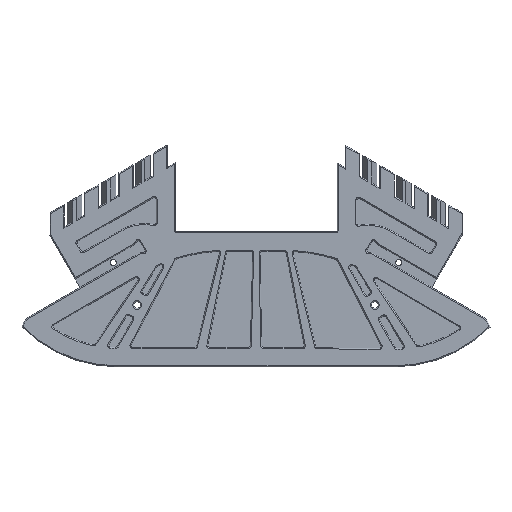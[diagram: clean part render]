
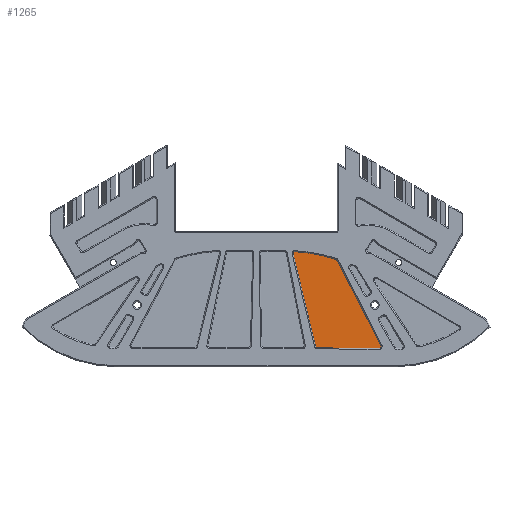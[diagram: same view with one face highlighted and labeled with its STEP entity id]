
A CAD part, top view. The second image highlights one B-rep face of the part: STEP entity #1265.
In plain terms, the highlighted planar face has unit normal (0, 0, 1).
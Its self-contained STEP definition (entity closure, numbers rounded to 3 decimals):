
#12 = CARTESIAN_POINT ( 'NONE',  ( 92.055, 58.684, 0.6 ) ) ;
#245 = DIRECTION ( 'NONE',  ( 0., 0., 1. ) ) ;
#335 = EDGE_CURVE ( 'NONE', #12809, #12452, #15159, .T. ) ;
#360 = AXIS2_PLACEMENT_3D ( 'NONE', #12241, #4208, #6028 ) ;
#400 = CARTESIAN_POINT ( 'NONE',  ( 30.99, 70.946, 0.6 ) ) ;
#540 = CARTESIAN_POINT ( 'NONE',  ( 102.823, 9.802, 0.6 ) ) ;
#792 = VERTEX_POINT ( 'NONE', #11103 ) ;
#1176 = CARTESIAN_POINT ( 'NONE',  ( 91.083, 58.45, 0.6 ) ) ;
#1265 = ADVANCED_FACE ( 'NONE', ( #13162 ), #4215, .F. ) ;
#1280 = VECTOR ( 'NONE', #4983, 1000. ) ;
#1947 = VECTOR ( 'NONE', #15697, 1000. ) ;
#2040 = LINE ( 'NONE', #3168, #16236 ) ;
#3168 = CARTESIAN_POINT ( 'NONE',  ( 90.768, 59.756, 0.6 ) ) ;
#3711 = DIRECTION ( 'NONE',  ( -1., 0., 0. ) ) ;
#3799 = AXIS2_PLACEMENT_3D ( 'NONE', #400, #13370, #8812 ) ;
#4208 = DIRECTION ( 'NONE',  ( 0., 0., 1. ) ) ;
#4215 = PLANE ( 'NONE',  #3799 ) ;
#4252 = EDGE_CURVE ( 'NONE', #17761, #12312, #11122, .T. ) ;
#4312 = ORIENTED_EDGE ( 'NONE', *, *, #7610, .T. ) ;
#4583 = EDGE_CURVE ( 'NONE', #16600, #792, #2040, .T. ) ;
#4585 = EDGE_CURVE ( 'NONE', #8775, #12809, #6421, .T. ) ;
#4983 = DIRECTION ( 'NONE',  ( -0.457, 0.889, 0. ) ) ;
#5101 = EDGE_CURVE ( 'NONE', #12452, #18586, #19978, .T. ) ;
#5112 = DIRECTION ( 'NONE',  ( -1., 0., 0. ) ) ;
#6028 = DIRECTION ( 'NONE',  ( -1., 0., 0. ) ) ;
#6207 = CARTESIAN_POINT ( 'NONE',  ( 113.826, 55.222, 0.6 ) ) ;
#6401 = AXIS2_PLACEMENT_3D ( 'NONE', #7074, #17648, #3711 ) ;
#6421 = LINE ( 'NONE', #12919, #1280 ) ;
#6463 = ORIENTED_EDGE ( 'NONE', *, *, #4585, .T. ) ;
#6994 = AXIS2_PLACEMENT_3D ( 'NONE', #12846, #245, #12955 ) ;
#7074 = CARTESIAN_POINT ( 'NONE',  ( 112.937, 54.765, 0.6 ) ) ;
#7363 = CIRCLE ( 'NONE', #9000, 1. ) ;
#7610 = EDGE_CURVE ( 'NONE', #792, #17761, #18204, .T. ) ;
#8036 = CIRCLE ( 'NONE', #19390, 1. ) ;
#8775 = VERTEX_POINT ( 'NONE', #9037 ) ;
#8812 = DIRECTION ( 'NONE',  ( -1., 0., 0. ) ) ;
#9000 = AXIS2_PLACEMENT_3D ( 'NONE', #12841, #19050, #5112 ) ;
#9037 = CARTESIAN_POINT ( 'NONE',  ( 136.523, 11.05, 0.6 ) ) ;
#9168 = EDGE_LOOP ( 'NONE', ( #12549, #4312, #15434, #16196, #6463, #10141, #16732, #15413 ) ) ;
#10141 = ORIENTED_EDGE ( 'NONE', *, *, #335, .T. ) ;
#10497 = CARTESIAN_POINT ( 'NONE',  ( 92.117, 59.682, 0.6 ) ) ;
#10704 = DIRECTION ( 'NONE',  ( 0., 0., 1. ) ) ;
#10725 = CARTESIAN_POINT ( 'NONE',  ( 113.24, 55.718, 0.6 ) ) ;
#11003 = DIRECTION ( 'NONE',  ( 0.235, -0.972, 0. ) ) ;
#11103 = CARTESIAN_POINT ( 'NONE',  ( 102.639, 10.562, 0.6 ) ) ;
#11122 = LINE ( 'NONE', #540, #1947 ) ;
#12216 = DIRECTION ( 'NONE',  ( -1., 0., 0. ) ) ;
#12241 = CARTESIAN_POINT ( 'NONE',  ( 103.611, 10.797, 0.6 ) ) ;
#12312 = VERTEX_POINT ( 'NONE', #17741 ) ;
#12452 = VERTEX_POINT ( 'NONE', #10725 ) ;
#12549 = ORIENTED_EDGE ( 'NONE', *, *, #4583, .T. ) ;
#12809 = VERTEX_POINT ( 'NONE', #6207 ) ;
#12815 = EDGE_CURVE ( 'NONE', #18586, #16600, #8036, .T. ) ;
#12841 = CARTESIAN_POINT ( 'NONE',  ( 135.633, 10.593, 0.6 ) ) ;
#12846 = CARTESIAN_POINT ( 'NONE',  ( 86.686, -27.512, 0.6 ) ) ;
#12919 = CARTESIAN_POINT ( 'NONE',  ( 137.277, 9.582, 0.6 ) ) ;
#12955 = DIRECTION ( 'NONE',  ( -1., 0., 0. ) ) ;
#13162 = FACE_OUTER_BOUND ( 'NONE', #9168, .T. ) ;
#13370 = DIRECTION ( 'NONE',  ( 0., 0., -1. ) ) ;
#15159 = CIRCLE ( 'NONE', #6401, 1. ) ;
#15413 = ORIENTED_EDGE ( 'NONE', *, *, #12815, .T. ) ;
#15434 = ORIENTED_EDGE ( 'NONE', *, *, #4252, .T. ) ;
#15697 = DIRECTION ( 'NONE',  ( 1., -0.006, 0. ) ) ;
#16196 = ORIENTED_EDGE ( 'NONE', *, *, #17185, .T. ) ;
#16236 = VECTOR ( 'NONE', #11003, 1000. ) ;
#16600 = VERTEX_POINT ( 'NONE', #1176 ) ;
#16732 = ORIENTED_EDGE ( 'NONE', *, *, #5101, .T. ) ;
#17185 = EDGE_CURVE ( 'NONE', #12312, #8775, #7363, .T. ) ;
#17648 = DIRECTION ( 'NONE',  ( 0., 0., 1. ) ) ;
#17741 = CARTESIAN_POINT ( 'NONE',  ( 135.627, 9.593, 0.6 ) ) ;
#17761 = VERTEX_POINT ( 'NONE', #19900 ) ;
#18204 = CIRCLE ( 'NONE', #360, 1. ) ;
#18586 = VERTEX_POINT ( 'NONE', #10497 ) ;
#19050 = DIRECTION ( 'NONE',  ( 0., 0., 1. ) ) ;
#19390 = AXIS2_PLACEMENT_3D ( 'NONE', #12, #10704, #12216 ) ;
#19900 = CARTESIAN_POINT ( 'NONE',  ( 103.605, 9.797, 0.6 ) ) ;
#19978 = CIRCLE ( 'NONE', #6994, 87.364 ) ;
